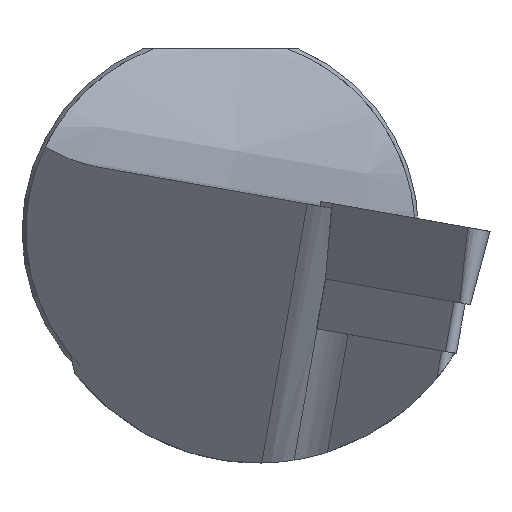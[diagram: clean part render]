
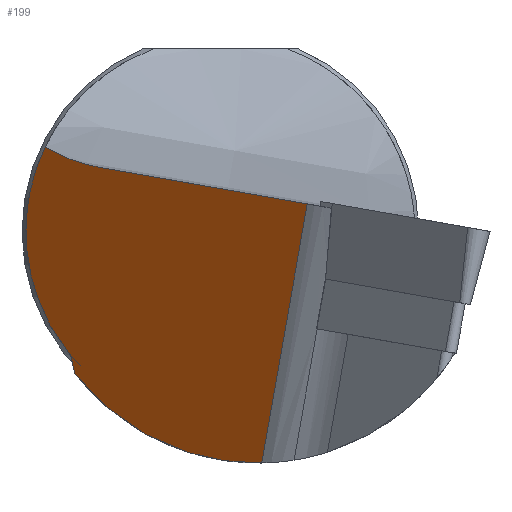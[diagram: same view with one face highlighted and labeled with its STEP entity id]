
A CAD part, left-side view. The second image highlights one B-rep face of the part: STEP entity #199.
In plain terms, the highlighted planar face has unit normal (-0.616, 0.776, 0.137).
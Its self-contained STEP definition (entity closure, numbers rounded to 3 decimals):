
#136=ELLIPSE('',#929,23.69,14.6);
#137=ELLIPSE('',#930,19.877,12.25);
#144=B_SPLINE_CURVE_WITH_KNOTS('',3,(#1331,#1332,#1333,#1334),
 .UNSPECIFIED.,.F.,.F.,(4,4),(0.,1.),.UNSPECIFIED.);
#145=B_SPLINE_CURVE_WITH_KNOTS('',3,(#1338,#1339,#1340,#1341),
 .UNSPECIFIED.,.F.,.F.,(4,4),(0.,1.),.UNSPECIFIED.);
#199=ADVANCED_FACE('',(#273),#243,.F.);
#243=PLANE('',#931);
#273=FACE_OUTER_BOUND('',#317,.T.);
#317=EDGE_LOOP('',(#412,#413,#414,#415,#416,#417));
#412=ORIENTED_EDGE('',*,*,#712,.F.);
#413=ORIENTED_EDGE('',*,*,#713,.T.);
#414=ORIENTED_EDGE('',*,*,#698,.T.);
#415=ORIENTED_EDGE('',*,*,#684,.F.);
#416=ORIENTED_EDGE('',*,*,#714,.F.);
#417=ORIENTED_EDGE('',*,*,#715,.F.);
#604=VERTEX_POINT('',#1255);
#605=VERTEX_POINT('',#1257);
#615=VERTEX_POINT('',#1293);
#627=VERTEX_POINT('',#1335);
#628=VERTEX_POINT('',#1336);
#629=VERTEX_POINT('',#1342);
#684=EDGE_CURVE('',#604,#605,#796,.T.);
#698=EDGE_CURVE('',#615,#605,#803,.T.);
#712=EDGE_CURVE('',#627,#628,#144,.T.);
#713=EDGE_CURVE('',#627,#615,#136,.T.);
#714=EDGE_CURVE('',#629,#604,#145,.T.);
#715=EDGE_CURVE('',#628,#629,#137,.T.);
#796=LINE('',#1256,#857);
#803=LINE('',#1292,#864);
#857=VECTOR('',#1019,1.);
#864=VECTOR('',#1044,1.);
#929=AXIS2_PLACEMENT_3D('',#1337,#1066,#1067);
#930=AXIS2_PLACEMENT_3D('',#1343,#1068,#1069);
#931=AXIS2_PLACEMENT_3D('',#1344,#1070,#1071);
#1019=DIRECTION('',(-0.788,-0.607,-0.107));
#1044=DIRECTION('',(0.,-0.174,0.985));
#1066=DIRECTION('',(-0.616,0.776,0.137));
#1067=DIRECTION('',(0.788,0.607,0.107));
#1068=DIRECTION('',(0.616,-0.776,-0.137));
#1069=DIRECTION('',(0.788,0.607,0.107));
#1070=DIRECTION('',(0.616,-0.776,-0.137));
#1071=DIRECTION('',(0.783,0.622,0.));
#1255=CARTESIAN_POINT('',(30.287,7.567,4.03));
#1256=CARTESIAN_POINT('',(13.357,-5.481,1.729));
#1257=CARTESIAN_POINT('',(13.357,-5.481,1.729));
#1292=CARTESIAN_POINT('',(13.357,-1.626,-20.133));
#1293=CARTESIAN_POINT('',(13.357,-2.602,-14.598));
#1331=CARTESIAN_POINT('',(29.423,9.172,-8.967));
#1332=CARTESIAN_POINT('',(29.621,9.263,-8.591));
#1333=CARTESIAN_POINT('',(29.814,9.349,-8.209));
#1334=CARTESIAN_POINT('',(30.,9.428,-7.821));
#1335=CARTESIAN_POINT('',(29.423,9.172,-8.967));
#1336=CARTESIAN_POINT('',(30.,9.428,-7.821));
#1337=CARTESIAN_POINT('',(16.914,-2.35,0.));
#1338=CARTESIAN_POINT('',(34.944,11.043,5.302));
#1339=CARTESIAN_POINT('',(33.418,9.946,4.647));
#1340=CARTESIAN_POINT('',(31.855,8.775,4.243));
#1341=CARTESIAN_POINT('',(30.287,7.567,4.03));
#1342=CARTESIAN_POINT('',(34.944,11.043,5.302));
#1343=CARTESIAN_POINT('',(19.871,0.,0.));
#1344=CARTESIAN_POINT('',(13.357,-1.626,-20.133));
